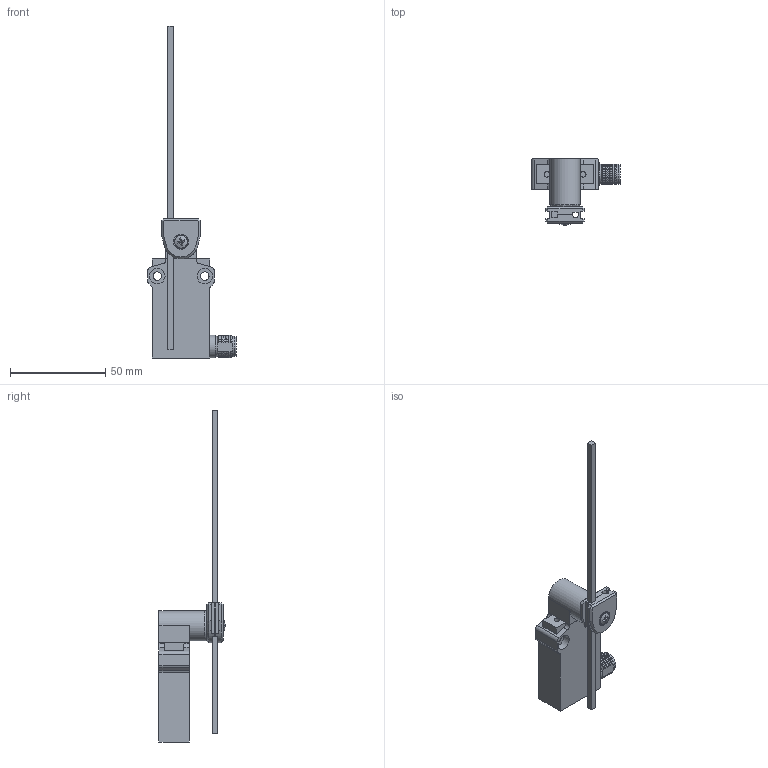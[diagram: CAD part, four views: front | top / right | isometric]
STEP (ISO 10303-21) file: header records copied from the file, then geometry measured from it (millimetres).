
FILE_DESCRIPTION (( 'STEP AP214' ), '1' );
FILE_NAME ('AEM2G7520Z11MR.STEP', '2020-05-21T15:04:11', ( '' ), ( '' ), 'SwSTEP 2.0', 'SolidWorks 2019', '' );
FILE_SCHEMA (( 'AUTOMOTIVE_DESIGN' ));
Length unit declared in the file: inch
Products named in the file (1): AEM2G7520Z11MR
Bounding box: 46.5 x 34.7 x 174.25 mm (x, y, z)
Volume: 34500.1 mm3; surface area: 14155.3 mm2
Topology: 7 solids, 7 shells, 242 faces, 606 edges, 396 vertices
Faces by surface type: plane 147, cylinder 60, cone 31, bspline 4
Full cylindrical faces by diameter (mm): 3 x2, 3.5 x1, 4.4 x2, 5 x3, 7 x1, 8 x2, 8.2 x4, 10.3 x1, 10.6 x2, 12 x1, 15.8 x1
Entity records: 10600 total; most frequent: CARTESIAN_POINT 1656, ORIENTED_EDGE 1164, DIRECTION 1134, EDGE_CURVE 582, VERTEX_POINT 396, AXIS2_PLACEMENT_3D 389, LINE 356, VECTOR 356
